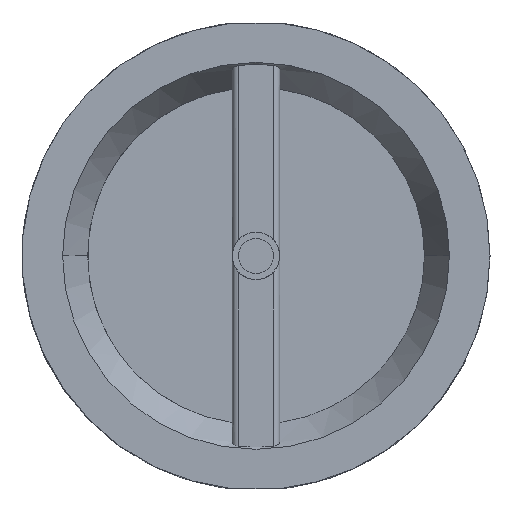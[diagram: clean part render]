
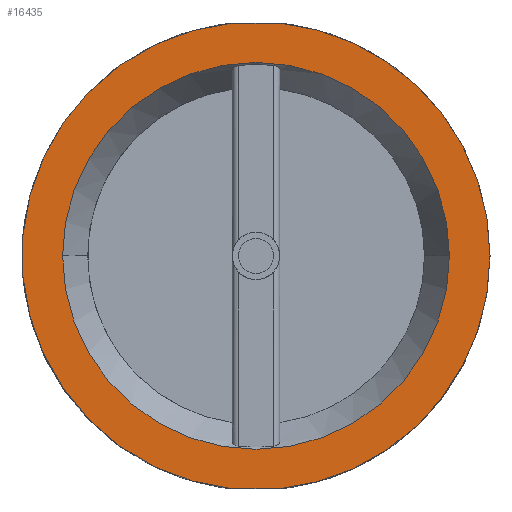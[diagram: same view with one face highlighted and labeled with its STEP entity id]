
A CAD part, top view. The second image highlights one B-rep face of the part: STEP entity #16435.
In plain terms, the highlighted planar face has unit normal (0, 0, 1).
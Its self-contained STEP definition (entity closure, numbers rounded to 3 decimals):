
#3144 = CARTESIAN_POINT ( 'NONE',  ( 19.339, -186.5, 0. ) ) ;
#3879 = CIRCLE ( 'NONE', #3904, 187.5 ) ;
#3900 = DIRECTION ( 'NONE',  ( 1., 0., 0. ) ) ;
#3901 = DIRECTION ( 'NONE',  ( 0., 0., 1. ) ) ;
#3902 = CARTESIAN_POINT ( 'NONE',  ( 0., 0., 0. ) ) ;
#3904 = AXIS2_PLACEMENT_3D ( 'NONE', #3902, #3901, #3900 ) ;
#3991 = CARTESIAN_POINT ( 'NONE',  ( 187.5, 0., 0. ) ) ;
#5638 = DIRECTION ( 'NONE',  ( 1., 0., 0. ) ) ;
#5639 = DIRECTION ( 'NONE',  ( 0., 0., 1. ) ) ;
#5640 = CARTESIAN_POINT ( 'NONE',  ( 0., 0., 0. ) ) ;
#5641 = AXIS2_PLACEMENT_3D ( 'NONE', #5640, #5639, #5638 ) ;
#5642 = CIRCLE ( 'NONE', #5641, 187.5 ) ;
#5648 = CARTESIAN_POINT ( 'NONE',  ( 19.339, 186.5, 0. ) ) ;
#6357 = DIRECTION ( 'NONE',  ( -1., 0., 0. ) ) ;
#6358 = VECTOR ( 'NONE', #6357, 1000. ) ;
#6360 = CARTESIAN_POINT ( 'NONE',  ( -19.339, -186.5, 0. ) ) ;
#6361 = LINE ( 'NONE', #6360, #6358 ) ;
#6363 = LINE ( 'NONE', #6481, #6479 ) ;
#6367 = CARTESIAN_POINT ( 'NONE',  ( -19.339, -186.5, 0. ) ) ;
#6370 = CARTESIAN_POINT ( 'NONE',  ( -19.339, 186.5, 0. ) ) ;
#6372 = DIRECTION ( 'NONE',  ( 1., 0., 0. ) ) ;
#6374 = DIRECTION ( 'NONE',  ( 0., 0., 1. ) ) ;
#6376 = CARTESIAN_POINT ( 'NONE',  ( 0., 0., 0. ) ) ;
#6377 = AXIS2_PLACEMENT_3D ( 'NONE', #6376, #6374, #6372 ) ;
#6379 = CIRCLE ( 'NONE', #6377, 187.5 ) ;
#6387 = DIRECTION ( 'NONE',  ( -1., 0., 0. ) ) ;
#6388 = DIRECTION ( 'NONE',  ( 0., 0., -1. ) ) ;
#6390 = CARTESIAN_POINT ( 'NONE',  ( -155., 0., 0. ) ) ;
#6391 = AXIS2_PLACEMENT_3D ( 'NONE', #6390, #6388, #6387 ) ;
#6393 = PLANE ( 'NONE',  #6391 ) ;
#6396 = FACE_BOUND ( 'NONE', #16448, .T. ) ;
#6397 = FACE_OUTER_BOUND ( 'NONE', #16464, .T. ) ;
#6478 = DIRECTION ( 'NONE',  ( 1., 0., 0. ) ) ;
#6479 = VECTOR ( 'NONE', #6478, 1000. ) ;
#6481 = CARTESIAN_POINT ( 'NONE',  ( -19.339, 186.5, 0. ) ) ;
#6500 = DIRECTION ( 'NONE',  ( 1., 0., 0. ) ) ;
#6502 = DIRECTION ( 'NONE',  ( 0., 0., 1. ) ) ;
#6504 = CARTESIAN_POINT ( 'NONE',  ( 0., 0., 0. ) ) ;
#6506 = AXIS2_PLACEMENT_3D ( 'NONE', #6504, #6502, #6500 ) ;
#6508 = CIRCLE ( 'NONE', #6506, 155. ) ;
#10199 = CARTESIAN_POINT ( 'NONE',  ( -155., 0., 0. ) ) ;
#10520 = CARTESIAN_POINT ( 'NONE',  ( 155., 0., 0. ) ) ;
#15866 = VERTEX_POINT ( 'NONE', #3144 ) ;
#15962 = EDGE_CURVE ( 'NONE', #15866, #15975, #3879, .T. ) ;
#15975 = VERTEX_POINT ( 'NONE', #3991 ) ;
#16270 = VERTEX_POINT ( 'NONE', #5648 ) ;
#16273 = EDGE_CURVE ( 'NONE', #15975, #16270, #5642, .T. ) ;
#16435 = ADVANCED_FACE ( 'NONE', ( #6397, #6396 ), #6393, .F. ) ;
#16436 = ORIENTED_EDGE ( 'NONE', *, *, #16437, .T. ) ;
#16437 = EDGE_CURVE ( 'NONE', #16438, #16439, #6379, .T. ) ;
#16438 = VERTEX_POINT ( 'NONE', #6370 ) ;
#16439 = VERTEX_POINT ( 'NONE', #6367 ) ;
#16440 = ORIENTED_EDGE ( 'NONE', *, *, #16441, .F. ) ;
#16441 = EDGE_CURVE ( 'NONE', #15866, #16439, #6361, .T. ) ;
#16442 = ORIENTED_EDGE ( 'NONE', *, *, #15962, .T. ) ;
#16445 = ORIENTED_EDGE ( 'NONE', *, *, #16273, .T. ) ;
#16446 = ORIENTED_EDGE ( 'NONE', *, *, #16447, .F. ) ;
#16447 = EDGE_CURVE ( 'NONE', #16438, #16270, #6363, .T. ) ;
#16448 = EDGE_LOOP ( 'NONE', ( #16502, #16503 ) ) ;
#16463 = EDGE_CURVE ( 'NONE', #17333, #17261, #6508, .T. ) ;
#16464 = EDGE_LOOP ( 'NONE', ( #16436, #16440, #16442, #16445, #16446 ) ) ;
#16502 = ORIENTED_EDGE ( 'NONE', *, *, #16463, .F. ) ;
#16503 = ORIENTED_EDGE ( 'NONE', *, *, #17416, .F. ) ;
#17261 = VERTEX_POINT ( 'NONE', #10199 ) ;
#17333 = VERTEX_POINT ( 'NONE', #10520 ) ;
#17416 = EDGE_CURVE ( 'NONE', #17261, #17333, #18866, .T. ) ;
#18862 = DIRECTION ( 'NONE',  ( 1., 0., 0. ) ) ;
#18863 = DIRECTION ( 'NONE',  ( 0., 0., 1. ) ) ;
#18864 = CARTESIAN_POINT ( 'NONE',  ( 0., 0., 0. ) ) ;
#18865 = AXIS2_PLACEMENT_3D ( 'NONE', #18864, #18863, #18862 ) ;
#18866 = CIRCLE ( 'NONE', #18865, 155. ) ;
